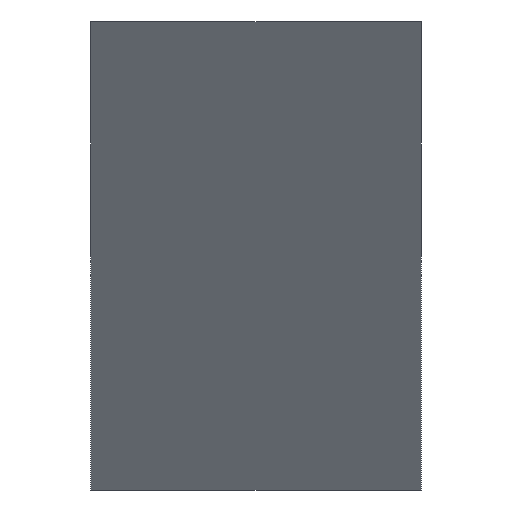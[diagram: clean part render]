
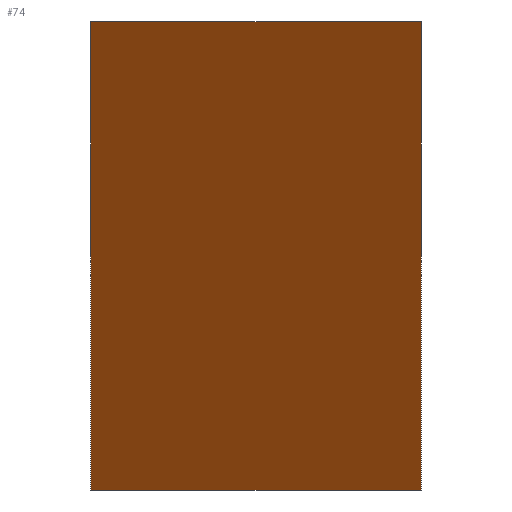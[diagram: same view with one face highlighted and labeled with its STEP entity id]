
A CAD part, front view. The second image highlights one B-rep face of the part: STEP entity #74.
In plain terms, the highlighted planar face has unit normal (-0.707, -0.707, 0).
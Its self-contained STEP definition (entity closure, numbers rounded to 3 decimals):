
#1 = FACE_OUTER_BOUND ( 'NONE', #131, .T. ) ;
#5 = VECTOR ( 'NONE', #14, 1000. ) ;
#14 = DIRECTION ( 'NONE',  ( 0., 0., -1. ) ) ;
#23 = DIRECTION ( 'NONE',  ( 0.707, 0.707, 0. ) ) ;
#24 = CARTESIAN_POINT ( 'NONE',  ( 563.007, 144.271, 40. ) ) ;
#28 = DIRECTION ( 'NONE',  ( 0., 0., -1. ) ) ;
#30 = VECTOR ( 'NONE', #105, 1000. ) ;
#33 = ORIENTED_EDGE ( 'NONE', *, *, #146, .F. ) ;
#42 = CARTESIAN_POINT ( 'NONE',  ( 591.291, 115.986, 40. ) ) ;
#52 = EDGE_CURVE ( 'NONE', #59, #77, #69, .T. ) ;
#59 = VERTEX_POINT ( 'NONE', #87 ) ;
#64 = LINE ( 'NONE', #140, #30 ) ;
#69 = LINE ( 'NONE', #115, #141 ) ;
#70 = LINE ( 'NONE', #119, #5 ) ;
#71 = ORIENTED_EDGE ( 'NONE', *, *, #116, .T. ) ;
#74 = ADVANCED_FACE ( 'NONE', ( #1 ), #166, .F. ) ;
#77 = VERTEX_POINT ( 'NONE', #125 ) ;
#87 = CARTESIAN_POINT ( 'NONE',  ( 563.007, 144.271, 40. ) ) ;
#92 = CARTESIAN_POINT ( 'NONE',  ( 591.291, 115.986, 0. ) ) ;
#93 = VECTOR ( 'NONE', #28, 1000. ) ;
#95 = VERTEX_POINT ( 'NONE', #101 ) ;
#97 = DIRECTION ( 'NONE',  ( 0.707, -0.707, 0. ) ) ;
#99 = ORIENTED_EDGE ( 'NONE', *, *, #157, .T. ) ;
#101 = CARTESIAN_POINT ( 'NONE',  ( 563.007, 144.271, 0. ) ) ;
#105 = DIRECTION ( 'NONE',  ( 0.707, -0.707, 0. ) ) ;
#115 = CARTESIAN_POINT ( 'NONE',  ( 563.007, 144.271, 40. ) ) ;
#116 = EDGE_CURVE ( 'NONE', #59, #95, #70, .T. ) ;
#119 = CARTESIAN_POINT ( 'NONE',  ( 563.007, 144.271, 40. ) ) ;
#120 = VERTEX_POINT ( 'NONE', #92 ) ;
#125 = CARTESIAN_POINT ( 'NONE',  ( 591.291, 115.986, 40. ) ) ;
#131 = EDGE_LOOP ( 'NONE', ( #99, #33, #165, #71 ) ) ;
#140 = CARTESIAN_POINT ( 'NONE',  ( 563.007, 144.271, 0. ) ) ;
#141 = VECTOR ( 'NONE', #97, 1000. ) ;
#146 = EDGE_CURVE ( 'NONE', #77, #120, #161, .T. ) ;
#147 = DIRECTION ( 'NONE',  ( -0.707, 0.707, 0. ) ) ;
#157 = EDGE_CURVE ( 'NONE', #95, #120, #64, .T. ) ;
#161 = LINE ( 'NONE', #42, #93 ) ;
#165 = ORIENTED_EDGE ( 'NONE', *, *, #52, .F. ) ;
#166 = PLANE ( 'NONE',  #168 ) ;
#168 = AXIS2_PLACEMENT_3D ( 'NONE', #24, #23, #147 ) ;
